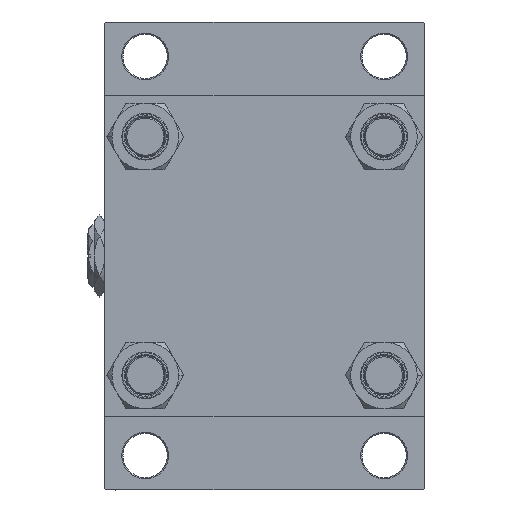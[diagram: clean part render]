
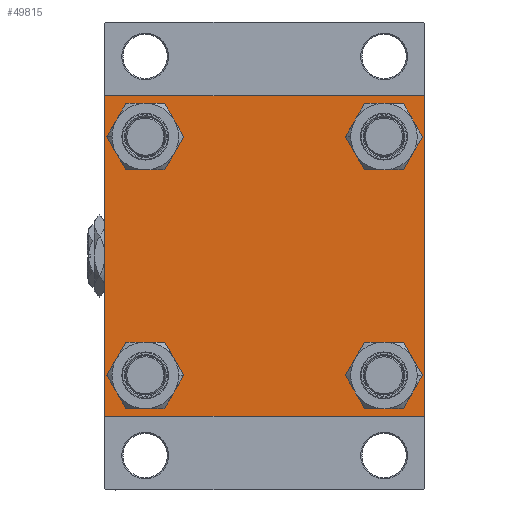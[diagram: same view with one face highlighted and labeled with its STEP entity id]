
A CAD part, left-side view. The second image highlights one B-rep face of the part: STEP entity #49815.
In plain terms, the highlighted planar face has unit normal (-1, 0, 0).
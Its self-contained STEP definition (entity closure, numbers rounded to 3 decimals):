
#194 = CIRCLE ( 'NONE', #32431, 8.5 ) ;
#318 = DIRECTION ( 'NONE',  ( 0., 0., -1. ) ) ;
#634 = CARTESIAN_POINT ( 'NONE',  ( 0., 48.45, 56.95 ) ) ;
#690 = CARTESIAN_POINT ( 'NONE',  ( 0., -48.45, 56.95 ) ) ;
#730 = EDGE_LOOP ( 'NONE', ( #16187, #19902, #27443, #23636, #48126, #40803, #21894, #42576 ) ) ;
#757 = ORIENTED_EDGE ( 'NONE', *, *, #38264, .T. ) ;
#1094 = CARTESIAN_POINT ( 'NONE',  ( 0., -48.45, 39.95 ) ) ;
#1131 = EDGE_CURVE ( 'NONE', #20195, #18961, #29687, .T. ) ;
#1456 = VERTEX_POINT ( 'NONE', #634 ) ;
#2408 = AXIS2_PLACEMENT_3D ( 'NONE', #21554, #31955, #43542 ) ;
#2549 = VERTEX_POINT ( 'NONE', #28069 ) ;
#2823 = VECTOR ( 'NONE', #318, 1000. ) ;
#4031 = CARTESIAN_POINT ( 'NONE',  ( 0., 64.75, 64.75 ) ) ;
#4099 = CARTESIAN_POINT ( 'NONE',  ( 0., -48.45, -39.95 ) ) ;
#4860 = FACE_BOUND ( 'NONE', #8114, .T. ) ;
#5860 = CIRCLE ( 'NONE', #21992, 8.5 ) ;
#5992 = DIRECTION ( 'NONE',  ( 0., -1., 0. ) ) ;
#6585 = EDGE_CURVE ( 'NONE', #46061, #11310, #41430, .T. ) ;
#7255 = EDGE_CURVE ( 'NONE', #25367, #14722, #41845, .T. ) ;
#7478 = VERTEX_POINT ( 'NONE', #4099 ) ;
#8114 = EDGE_LOOP ( 'NONE', ( #26207, #33550 ) ) ;
#8904 = FACE_OUTER_BOUND ( 'NONE', #730, .T. ) ;
#9059 = VERTEX_POINT ( 'NONE', #690 ) ;
#9097 = EDGE_CURVE ( 'NONE', #9059, #15069, #15382, .T. ) ;
#9154 = EDGE_CURVE ( 'NONE', #28651, #11310, #15604, .T. ) ;
#10130 = CIRCLE ( 'NONE', #19803, 8.5 ) ;
#10743 = CARTESIAN_POINT ( 'NONE',  ( 0., 64.5, -65. ) ) ;
#10771 = EDGE_CURVE ( 'NONE', #28651, #2549, #38580, .T. ) ;
#10780 = VECTOR ( 'NONE', #28755, 1000. ) ;
#11310 = VERTEX_POINT ( 'NONE', #48825 ) ;
#13185 = EDGE_CURVE ( 'NONE', #17375, #1456, #194, .T. ) ;
#13379 = LINE ( 'NONE', #32041, #10780 ) ;
#13760 = DIRECTION ( 'NONE',  ( 0., 0., 1. ) ) ;
#14227 = CARTESIAN_POINT ( 'NONE',  ( 0., -64.75, 64.75 ) ) ;
#14553 = DIRECTION ( 'NONE',  ( 0., -0.707, -0.707 ) ) ;
#14687 = CARTESIAN_POINT ( 'NONE',  ( 0., 65., 65. ) ) ;
#14722 = VERTEX_POINT ( 'NONE', #48048 ) ;
#14873 = DIRECTION ( 'NONE',  ( 1., 0., 0. ) ) ;
#15069 = VERTEX_POINT ( 'NONE', #1094 ) ;
#15382 = CIRCLE ( 'NONE', #27446, 8.5 ) ;
#15604 = LINE ( 'NONE', #46346, #42739 ) ;
#15637 = EDGE_LOOP ( 'NONE', ( #757, #29730 ) ) ;
#16034 = EDGE_CURVE ( 'NONE', #1456, #17375, #49569, .T. ) ;
#16187 = ORIENTED_EDGE ( 'NONE', *, *, #40817, .T. ) ;
#16464 = CARTESIAN_POINT ( 'NONE',  ( 0., -65., 65. ) ) ;
#16586 = DIRECTION ( 'NONE',  ( 0., 0., 1. ) ) ;
#17266 = CARTESIAN_POINT ( 'NONE',  ( 0., -48.45, -56.95 ) ) ;
#17375 = VERTEX_POINT ( 'NONE', #28943 ) ;
#17584 = EDGE_CURVE ( 'NONE', #14722, #25367, #10130, .T. ) ;
#18468 = DIRECTION ( 'NONE',  ( 1., 0., 0. ) ) ;
#18473 = LINE ( 'NONE', #14687, #20468 ) ;
#18961 = VERTEX_POINT ( 'NONE', #10743 ) ;
#19430 = DIRECTION ( 'NONE',  ( 1., 0., 0. ) ) ;
#19794 = CARTESIAN_POINT ( 'NONE',  ( 0., -48.45, -48.45 ) ) ;
#19803 = AXIS2_PLACEMENT_3D ( 'NONE', #40483, #36450, #13760 ) ;
#19902 = ORIENTED_EDGE ( 'NONE', *, *, #1131, .T. ) ;
#20037 = CARTESIAN_POINT ( 'NONE',  ( 0., 64.5, 65. ) ) ;
#20195 = VERTEX_POINT ( 'NONE', #37855 ) ;
#20258 = FACE_BOUND ( 'NONE', #15637, .T. ) ;
#20468 = VECTOR ( 'NONE', #34343, 1000. ) ;
#21097 = VECTOR ( 'NONE', #26488, 1000. ) ;
#21537 = EDGE_LOOP ( 'NONE', ( #46116, #25375 ) ) ;
#21554 = CARTESIAN_POINT ( 'NONE',  ( 0., 48.45, -48.45 ) ) ;
#21894 = ORIENTED_EDGE ( 'NONE', *, *, #9154, .F. ) ;
#21992 = AXIS2_PLACEMENT_3D ( 'NONE', #19794, #35170, #46759 ) ;
#22233 = DIRECTION ( 'NONE',  ( 0., 0., 1. ) ) ;
#22279 = EDGE_CURVE ( 'NONE', #15069, #9059, #40891, .T. ) ;
#23015 = VERTEX_POINT ( 'NONE', #17266 ) ;
#23200 = CARTESIAN_POINT ( 'NONE',  ( 0., -48.45, 48.45 ) ) ;
#23636 = ORIENTED_EDGE ( 'NONE', *, *, #41460, .T. ) ;
#24018 = CARTESIAN_POINT ( 'NONE',  ( 0., -65., 64.5 ) ) ;
#24280 = DIRECTION ( 'NONE',  ( -1., 0., 0. ) ) ;
#24527 = CARTESIAN_POINT ( 'NONE',  ( 0., 0., 0. ) ) ;
#25367 = VERTEX_POINT ( 'NONE', #31025 ) ;
#25375 = ORIENTED_EDGE ( 'NONE', *, *, #17584, .T. ) ;
#26207 = ORIENTED_EDGE ( 'NONE', *, *, #9097, .T. ) ;
#26488 = DIRECTION ( 'NONE',  ( 0., 0.707, -0.707 ) ) ;
#26929 = DIRECTION ( 'NONE',  ( 1., 0., 0. ) ) ;
#27320 = DIRECTION ( 'NONE',  ( 0., -0.707, 0.707 ) ) ;
#27443 = ORIENTED_EDGE ( 'NONE', *, *, #41035, .T. ) ;
#27446 = AXIS2_PLACEMENT_3D ( 'NONE', #39535, #26929, #34519 ) ;
#28069 = CARTESIAN_POINT ( 'NONE',  ( 0., 65., 64.5 ) ) ;
#28565 = DIRECTION ( 'NONE',  ( 0., 0., 1. ) ) ;
#28651 = VERTEX_POINT ( 'NONE', #20037 ) ;
#28755 = DIRECTION ( 'NONE',  ( 0., -1., 0. ) ) ;
#28943 = CARTESIAN_POINT ( 'NONE',  ( 0., 48.45, 39.95 ) ) ;
#28986 = CARTESIAN_POINT ( 'NONE',  ( 0., -65., -64.5 ) ) ;
#29687 = LINE ( 'NONE', #48334, #40998 ) ;
#29730 = ORIENTED_EDGE ( 'NONE', *, *, #33674, .T. ) ;
#30255 = DIRECTION ( 'NONE',  ( 0., 0., 1. ) ) ;
#31025 = CARTESIAN_POINT ( 'NONE',  ( 0., 48.45, -39.95 ) ) ;
#31102 = LINE ( 'NONE', #16464, #2823 ) ;
#31126 = CARTESIAN_POINT ( 'NONE',  ( 0., -64.75, -64.75 ) ) ;
#31608 = FACE_BOUND ( 'NONE', #21537, .T. ) ;
#31955 = DIRECTION ( 'NONE',  ( 1., 0., 0. ) ) ;
#32041 = CARTESIAN_POINT ( 'NONE',  ( 0., 65., -65. ) ) ;
#32097 = FACE_BOUND ( 'NONE', #43888, .T. ) ;
#32383 = VERTEX_POINT ( 'NONE', #28986 ) ;
#32431 = AXIS2_PLACEMENT_3D ( 'NONE', #34040, #14873, #30255 ) ;
#32746 = VERTEX_POINT ( 'NONE', #43545 ) ;
#33126 = AXIS2_PLACEMENT_3D ( 'NONE', #48330, #44049, #16586 ) ;
#33550 = ORIENTED_EDGE ( 'NONE', *, *, #22279, .T. ) ;
#33674 = EDGE_CURVE ( 'NONE', #23015, #7478, #45163, .T. ) ;
#33844 = VECTOR ( 'NONE', #49000, 1000. ) ;
#34040 = CARTESIAN_POINT ( 'NONE',  ( 0., 48.45, 48.45 ) ) ;
#34343 = DIRECTION ( 'NONE',  ( 0., 0., -1. ) ) ;
#34444 = ORIENTED_EDGE ( 'NONE', *, *, #16034, .T. ) ;
#34451 = AXIS2_PLACEMENT_3D ( 'NONE', #23200, #19430, #38575 ) ;
#34519 = DIRECTION ( 'NONE',  ( 0., 0., 1. ) ) ;
#35170 = DIRECTION ( 'NONE',  ( 1., 0., 0. ) ) ;
#36450 = DIRECTION ( 'NONE',  ( 1., 0., 0. ) ) ;
#37855 = CARTESIAN_POINT ( 'NONE',  ( 0., 65., -64.5 ) ) ;
#38264 = EDGE_CURVE ( 'NONE', #7478, #23015, #5860, .T. ) ;
#38427 = LINE ( 'NONE', #31126, #46265 ) ;
#38575 = DIRECTION ( 'NONE',  ( 0., 0., 1. ) ) ;
#38580 = LINE ( 'NONE', #4031, #21097 ) ;
#39089 = AXIS2_PLACEMENT_3D ( 'NONE', #45178, #18468, #22233 ) ;
#39535 = CARTESIAN_POINT ( 'NONE',  ( 0., -48.45, 48.45 ) ) ;
#40483 = CARTESIAN_POINT ( 'NONE',  ( 0., 48.45, -48.45 ) ) ;
#40803 = ORIENTED_EDGE ( 'NONE', *, *, #6585, .T. ) ;
#40817 = EDGE_CURVE ( 'NONE', #2549, #20195, #18473, .T. ) ;
#40891 = CIRCLE ( 'NONE', #34451, 8.5 ) ;
#40998 = VECTOR ( 'NONE', #14553, 1000. ) ;
#41035 = EDGE_CURVE ( 'NONE', #18961, #32746, #13379, .T. ) ;
#41120 = ORIENTED_EDGE ( 'NONE', *, *, #13185, .T. ) ;
#41430 = LINE ( 'NONE', #14227, #33844 ) ;
#41460 = EDGE_CURVE ( 'NONE', #32746, #32383, #38427, .T. ) ;
#41845 = CIRCLE ( 'NONE', #2408, 8.5 ) ;
#42576 = ORIENTED_EDGE ( 'NONE', *, *, #10771, .T. ) ;
#42739 = VECTOR ( 'NONE', #5992, 1000. ) ;
#43542 = DIRECTION ( 'NONE',  ( 0., 0., 1. ) ) ;
#43545 = CARTESIAN_POINT ( 'NONE',  ( 0., -64.5, -65. ) ) ;
#43888 = EDGE_LOOP ( 'NONE', ( #34444, #41120 ) ) ;
#44049 = DIRECTION ( 'NONE',  ( 1., 0., 0. ) ) ;
#45163 = CIRCLE ( 'NONE', #33126, 8.5 ) ;
#45178 = CARTESIAN_POINT ( 'NONE',  ( 0., 48.45, 48.45 ) ) ;
#46061 = VERTEX_POINT ( 'NONE', #24018 ) ;
#46067 = EDGE_CURVE ( 'NONE', #46061, #32383, #31102, .T. ) ;
#46116 = ORIENTED_EDGE ( 'NONE', *, *, #7255, .T. ) ;
#46265 = VECTOR ( 'NONE', #27320, 1000. ) ;
#46346 = CARTESIAN_POINT ( 'NONE',  ( 0., 65., 65. ) ) ;
#46759 = DIRECTION ( 'NONE',  ( 0., 0., 1. ) ) ;
#46968 = PLANE ( 'NONE',  #47221 ) ;
#47221 = AXIS2_PLACEMENT_3D ( 'NONE', #24527, #24280, #28565 ) ;
#48048 = CARTESIAN_POINT ( 'NONE',  ( 0., 48.45, -56.95 ) ) ;
#48126 = ORIENTED_EDGE ( 'NONE', *, *, #46067, .F. ) ;
#48330 = CARTESIAN_POINT ( 'NONE',  ( 0., -48.45, -48.45 ) ) ;
#48334 = CARTESIAN_POINT ( 'NONE',  ( 0., 64.75, -64.75 ) ) ;
#48825 = CARTESIAN_POINT ( 'NONE',  ( 0., -64.5, 65. ) ) ;
#49000 = DIRECTION ( 'NONE',  ( 0., 0.707, 0.707 ) ) ;
#49569 = CIRCLE ( 'NONE', #39089, 8.5 ) ;
#49815 = ADVANCED_FACE ( 'NONE', ( #4860, #20258, #31608, #32097, #8904 ), #46968, .T. ) ;
